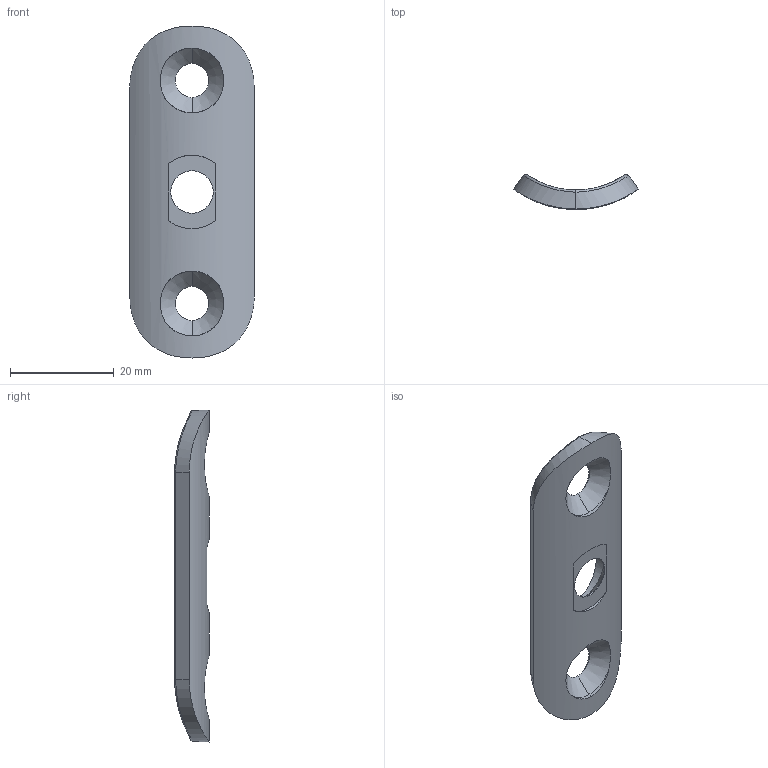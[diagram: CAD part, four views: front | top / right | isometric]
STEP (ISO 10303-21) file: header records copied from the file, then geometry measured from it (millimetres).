
FILE_DESCRIPTION (( 'STEP AP203' ), '1' );
FILE_NAME ('60181-240-G.step', '2019-03-20T12:34:59', ( '' ), ( '' ), 'SwSTEP 2.0', 'SolidWorks 2015', '' );
FILE_SCHEMA (( 'CONFIG_CONTROL_DESIGN' ));
Length unit declared in the file: millimetre
Products named in the file (1): 60181-240-G
Bounding box: 24 x 6.68 x 64 mm (x, y, z)
Volume: 4104.3 mm3; surface area: 3235.2 mm2
Topology: 1 solids, 1 shells, 273 faces, 714 edges, 472 vertices
Faces by surface type: bspline 111, plane 103, cylinder 53, cone 6
Entity records: 13870 total; most frequent: CARTESIAN_POINT 7853, ORIENTED_EDGE 1428, DIRECTION 876, EDGE_CURVE 714, VERTEX_POINT 472, VECTOR 320, LINE 320, EDGE_LOOP 308
